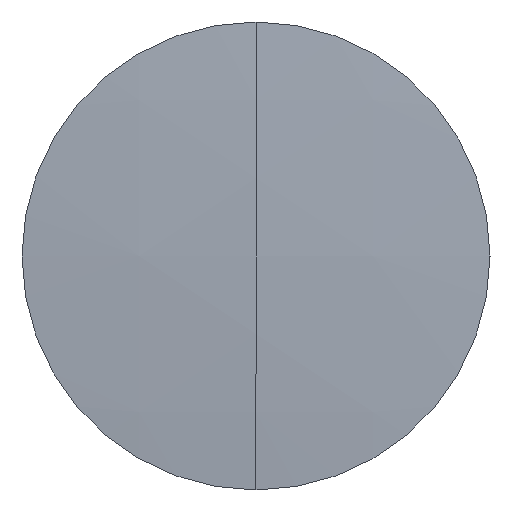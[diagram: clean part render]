
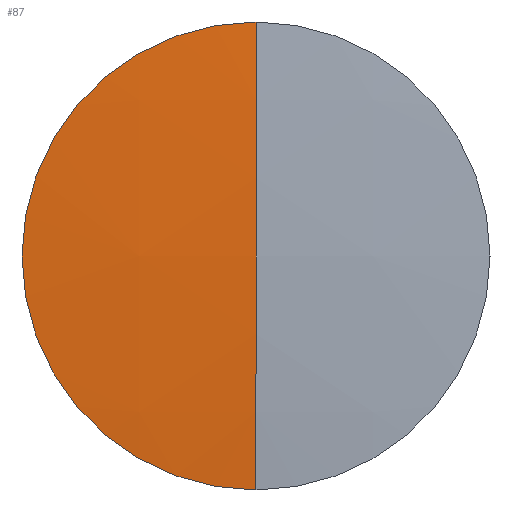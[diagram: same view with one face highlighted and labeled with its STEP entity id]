
A CAD part, left-side view. The second image highlights one B-rep face of the part: STEP entity #87.
In plain terms, the highlighted spherical face has radius 346.7 mm.
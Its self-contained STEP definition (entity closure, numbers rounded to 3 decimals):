
#15 = DIRECTION ( 'NONE',  ( 0., 0., 1. ) ) ;
#21 = DIRECTION ( 'NONE',  ( 0., 0., -1. ) ) ;
#22 = AXIS2_PLACEMENT_3D ( 'NONE', #115, #271, #15 ) ;
#28 = SPHERICAL_SURFACE ( 'NONE', #242, 346.7 ) ;
#56 = EDGE_CURVE ( 'NONE', #59, #197, #265, .T. ) ;
#59 = VERTEX_POINT ( 'NONE', #345 ) ;
#65 = EDGE_CURVE ( 'NONE', #297, #59, #336, .T. ) ;
#87 = ADVANCED_FACE ( 'NONE', ( #274 ), #28, .T. ) ;
#91 = CARTESIAN_POINT ( 'NONE',  ( 1059.381, 0., 0. ) ) ;
#106 = ORIENTED_EDGE ( 'NONE', *, *, #56, .T. ) ;
#107 = AXIS2_PLACEMENT_3D ( 'NONE', #127, #347, #327 ) ;
#110 = AXIS2_PLACEMENT_3D ( 'NONE', #341, #214, #21 ) ;
#115 = CARTESIAN_POINT ( 'NONE',  ( 713.612, 0., 0. ) ) ;
#127 = CARTESIAN_POINT ( 'NONE',  ( 1059.381, 0., 0. ) ) ;
#157 = ORIENTED_EDGE ( 'NONE', *, *, #230, .F. ) ;
#197 = VERTEX_POINT ( 'NONE', #290 ) ;
#214 = DIRECTION ( 'NONE',  ( 0., -1., 0. ) ) ;
#222 = EDGE_LOOP ( 'NONE', ( #280, #106, #157 ) ) ;
#230 = EDGE_CURVE ( 'NONE', #297, #197, #316, .T. ) ;
#242 = AXIS2_PLACEMENT_3D ( 'NONE', #91, #260, #283 ) ;
#260 = DIRECTION ( 'NONE',  ( 0., 1., 0. ) ) ;
#265 = CIRCLE ( 'NONE', #107, 346.7 ) ;
#271 = DIRECTION ( 'NONE',  ( -1., 0., 0. ) ) ;
#274 = FACE_OUTER_BOUND ( 'NONE', #222, .T. ) ;
#280 = ORIENTED_EDGE ( 'NONE', *, *, #65, .T. ) ;
#283 = DIRECTION ( 'NONE',  ( 0., 0., 1. ) ) ;
#290 = CARTESIAN_POINT ( 'NONE',  ( 712.681, 0., 0. ) ) ;
#297 = VERTEX_POINT ( 'NONE', #305 ) ;
#305 = CARTESIAN_POINT ( 'NONE',  ( 713.612, 0., 25.4 ) ) ;
#316 = CIRCLE ( 'NONE', #110, 346.7 ) ;
#327 = DIRECTION ( 'NONE',  ( 0., 0., 1. ) ) ;
#336 = CIRCLE ( 'NONE', #22, 25.4 ) ;
#341 = CARTESIAN_POINT ( 'NONE',  ( 1059.381, 0., 0. ) ) ;
#345 = CARTESIAN_POINT ( 'NONE',  ( 713.612, 0., -25.4 ) ) ;
#347 = DIRECTION ( 'NONE',  ( 0., 1., 0. ) ) ;
